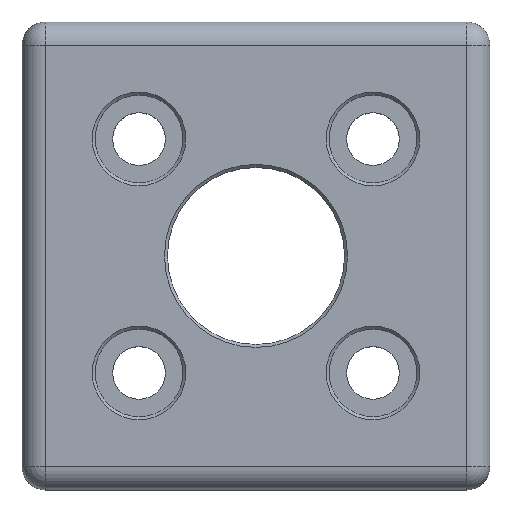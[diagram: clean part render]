
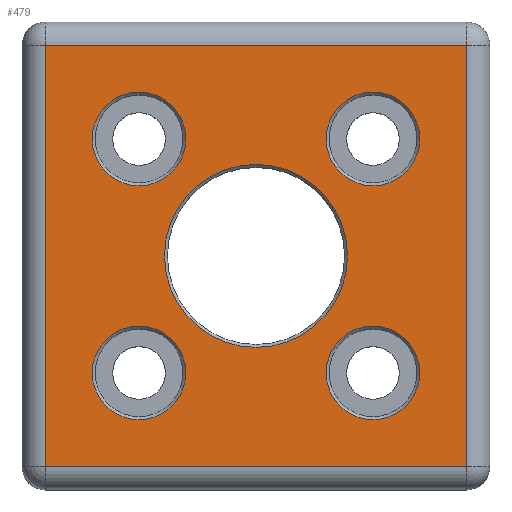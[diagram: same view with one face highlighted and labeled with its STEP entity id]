
A CAD part, top view. The second image highlights one B-rep face of the part: STEP entity #479.
In plain terms, the highlighted planar face has unit normal (0, 0, 1).
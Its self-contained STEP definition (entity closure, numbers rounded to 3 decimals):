
#36=LINE('',#772,#56);
#37=LINE('',#774,#57);
#38=LINE('',#776,#58);
#39=LINE('',#777,#59);
#56=VECTOR('',#601,72.);
#57=VECTOR('',#602,72.);
#58=VECTOR('',#603,72.);
#59=VECTOR('',#604,72.);
#76=PLANE('',#519);
#87=FACE_BOUND('',#153,.T.);
#88=FACE_BOUND('',#154,.T.);
#89=FACE_BOUND('',#155,.T.);
#90=FACE_BOUND('',#156,.T.);
#91=FACE_BOUND('',#157,.T.);
#115=FACE_OUTER_BOUND('',#152,.T.);
#152=EDGE_LOOP('',(#357,#358,#359,#360));
#153=EDGE_LOOP('',(#361));
#154=EDGE_LOOP('',(#362));
#155=EDGE_LOOP('',(#363));
#156=EDGE_LOOP('',(#364));
#157=EDGE_LOOP('',(#365));
#215=CIRCLE('',#518,8.);
#216=CIRCLE('',#520,8.);
#217=CIRCLE('',#521,15.646);
#218=CIRCLE('',#522,8.);
#219=CIRCLE('',#523,8.);
#254=VERTEX_POINT('',#767);
#255=VERTEX_POINT('',#770);
#256=VERTEX_POINT('',#771);
#257=VERTEX_POINT('',#773);
#258=VERTEX_POINT('',#775);
#259=VERTEX_POINT('',#778);
#260=VERTEX_POINT('',#780);
#261=VERTEX_POINT('',#782);
#262=VERTEX_POINT('',#784);
#297=EDGE_CURVE('',#254,#254,#215,.T.);
#298=EDGE_CURVE('',#255,#256,#36,.T.);
#299=EDGE_CURVE('',#257,#255,#37,.T.);
#300=EDGE_CURVE('',#258,#257,#38,.T.);
#301=EDGE_CURVE('',#256,#258,#39,.T.);
#302=EDGE_CURVE('',#259,#259,#216,.T.);
#303=EDGE_CURVE('',#260,#260,#217,.T.);
#304=EDGE_CURVE('',#261,#261,#218,.T.);
#305=EDGE_CURVE('',#262,#262,#219,.T.);
#357=ORIENTED_EDGE('',*,*,#298,.F.);
#358=ORIENTED_EDGE('',*,*,#299,.F.);
#359=ORIENTED_EDGE('',*,*,#300,.F.);
#360=ORIENTED_EDGE('',*,*,#301,.F.);
#361=ORIENTED_EDGE('',*,*,#302,.F.);
#362=ORIENTED_EDGE('',*,*,#303,.F.);
#363=ORIENTED_EDGE('',*,*,#304,.F.);
#364=ORIENTED_EDGE('',*,*,#305,.F.);
#365=ORIENTED_EDGE('',*,*,#297,.F.);
#479=ADVANCED_FACE('',(#115,#87,#88,#89,#90,#91),#76,.T.);
#518=AXIS2_PLACEMENT_3D('',#768,#597,#598);
#519=AXIS2_PLACEMENT_3D('',#769,#599,#600);
#520=AXIS2_PLACEMENT_3D('',#779,#605,#606);
#521=AXIS2_PLACEMENT_3D('',#781,#607,#608);
#522=AXIS2_PLACEMENT_3D('',#783,#609,#610);
#523=AXIS2_PLACEMENT_3D('',#785,#611,#612);
#597=DIRECTION('center_axis',(0.,0.,1.));
#598=DIRECTION('ref_axis',(-1.,0.,0.));
#599=DIRECTION('center_axis',(0.,0.,1.));
#600=DIRECTION('ref_axis',(1.,0.,0.));
#601=DIRECTION('',(0.,-1.,0.));
#602=DIRECTION('',(1.,0.,0.));
#603=DIRECTION('',(0.,1.,0.));
#604=DIRECTION('',(-1.,0.,0.));
#605=DIRECTION('center_axis',(0.,0.,1.));
#606=DIRECTION('ref_axis',(-1.,0.,0.));
#607=DIRECTION('center_axis',(0.,0.,1.));
#608=DIRECTION('ref_axis',(-1.,0.,0.));
#609=DIRECTION('center_axis',(0.,0.,1.));
#610=DIRECTION('ref_axis',(-1.,0.,0.));
#611=DIRECTION('center_axis',(0.,0.,1.));
#612=DIRECTION('ref_axis',(-1.,0.,0.));
#767=CARTESIAN_POINT('',(53.425,-3.464,15.));
#768=CARTESIAN_POINT('Origin',(45.425,-3.464,15.));
#769=CARTESIAN_POINT('Origin',(25.425,-23.464,15.));
#770=CARTESIAN_POINT('',(61.425,12.536,15.));
#771=CARTESIAN_POINT('',(61.425,-59.464,15.));
#772=CARTESIAN_POINT('',(61.425,-3.464,15.));
#773=CARTESIAN_POINT('',(-10.575,12.536,15.));
#774=CARTESIAN_POINT('',(5.425,12.536,15.));
#775=CARTESIAN_POINT('',(-10.575,-59.464,15.));
#776=CARTESIAN_POINT('',(-10.575,-43.464,15.));
#777=CARTESIAN_POINT('',(45.425,-59.464,15.));
#778=CARTESIAN_POINT('',(53.425,-43.464,15.));
#779=CARTESIAN_POINT('Origin',(45.425,-43.464,15.));
#780=CARTESIAN_POINT('',(41.07,-23.464,15.));
#781=CARTESIAN_POINT('Origin',(25.425,-23.464,15.));
#782=CARTESIAN_POINT('',(13.425,-3.464,15.));
#783=CARTESIAN_POINT('Origin',(5.425,-3.464,15.));
#784=CARTESIAN_POINT('',(13.425,-43.464,15.));
#785=CARTESIAN_POINT('Origin',(5.425,-43.464,15.));
